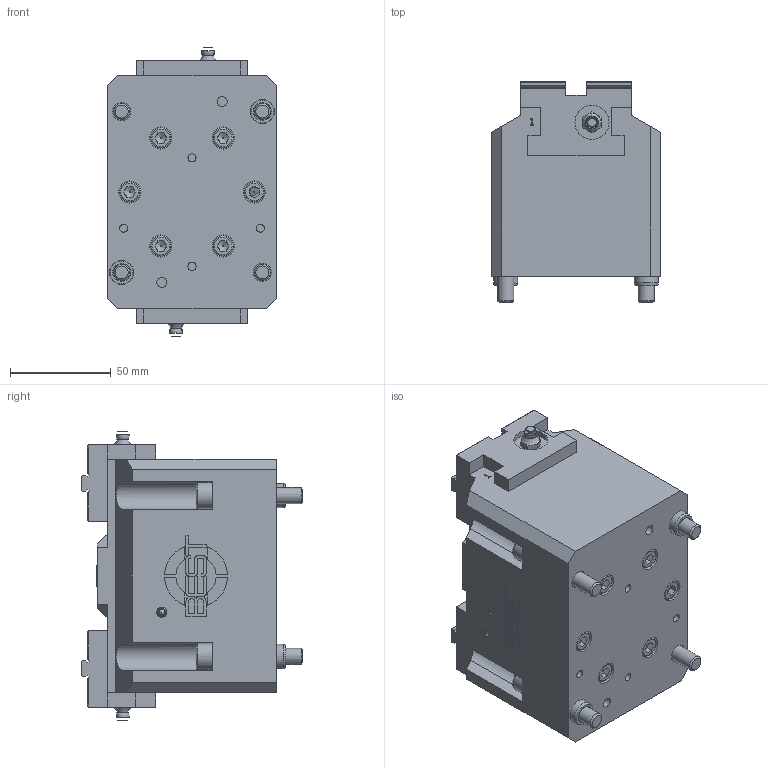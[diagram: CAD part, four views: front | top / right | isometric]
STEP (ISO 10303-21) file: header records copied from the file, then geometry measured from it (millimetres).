
FILE_DESCRIPTION(/* description */ ('Hydr. Zentrierspanner BSH 116 KV'),/* implementation_level */ '2;1');
FILE_NAME(/* name */ '100-0116-001-Kunde (verstellbar).stp',/* time_stamp */ '2023-01-20T08:36:34+01:00',/* author */ ('Chiacchiera'),/* organization */ (''),/* preprocessor_version */ 'ST-DEVELOPER v19.2',/* originating_system */ 'Autodesk Inventor 2023',/* authorisation */ '');
FILE_SCHEMA (('AUTOMOTIVE_DESIGN { 1 0 10303 214 3 1 1 }'));
Length unit declared in the file: millimetre
Products named in the file (3): 100-0116-001-Kunde (verstellbar); 100-0116-001- Basis (verstellbar); 100-0116-001- Kunde (verstellbar)
Assembly tree (3 placements, depth 2):
  100-0116-001-Kunde (verstellbar)
    100-0116-001- Basis (verstellbar)
    100-0116-001- Kunde (verstellbar)  x2
Bounding box: 84.03 x 110 x 143.9 mm (x, y, z)
Volume: 805951.9 mm3; surface area: 111640.3 mm2
Topology: 6 solids, 12 shells, 742 faces, 1828 edges, 1166 vertices
Faces by surface type: plane 474, cylinder 153, cone 77, torus 18, bspline 12, sphere 8
Full cylindrical faces by diameter (mm): 3 x8, 4 x4, 4.134 x2, 4.917 x18, 5 x5, 5.5 x2, 6.647 x4, 8 x4, 8.5 x2, 9 x4, 10 x8, 11 x6, 12 x4, 13 x4, 17 x2
Entity records: 19197 total; most frequent: CARTESIAN_POINT 3553, ORIENTED_EDGE 3078, DIRECTION 3055, EDGE_CURVE 1539, AXIS2_PLACEMENT_3D 1024, LINE 1007, VECTOR 1007, VERTEX_POINT 998
